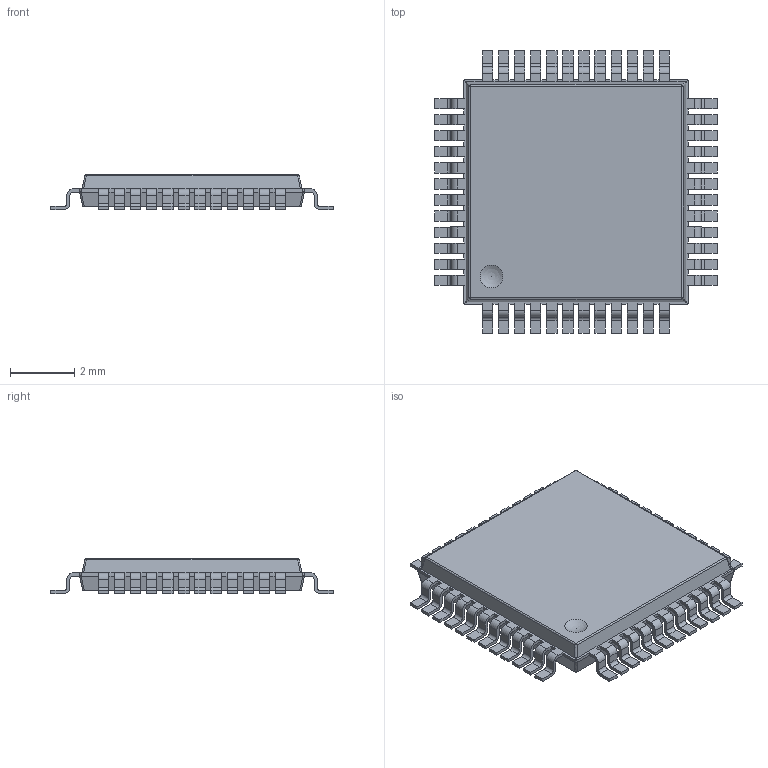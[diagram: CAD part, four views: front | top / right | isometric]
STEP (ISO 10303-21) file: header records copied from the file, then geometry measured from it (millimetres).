
FILE_DESCRIPTION(('FreeCAD Model'),'2;1');
FILE_NAME('qfn48_7x7_p05.step','2015-12-03T20:48:16',('Author'),(''), 'Open CASCADE STEP processor 6.7','FreeCAD','Unknown');
FILE_SCHEMA(('AUTOMOTIVE_DESIGN_CC2 { 1 2 10303 214 -1 1 5 4 }'));
Products named in the file (1): qfp48_7x7_p05
Bounding box: 8.8 x 8.8 x 1.1 mm (x, y, z)
Volume: 48.8 mm3; surface area: 173.5 mm2
Topology: 1 solids, 1 shells, 767 faces, 2083 edges, 1314 vertices
Faces by surface type: plane 486, cylinder 192, bspline 88, sphere 1
Entity records: 69181 total; most frequent: CARTESIAN_POINT 23018, DIRECTION 7413, LINE 5089, VECTOR 5089, ORIENTED_EDGE 4156, PCURVE 4156, DEFINITIONAL_REPRESENTATION 4156, EDGE_CURVE 2078
